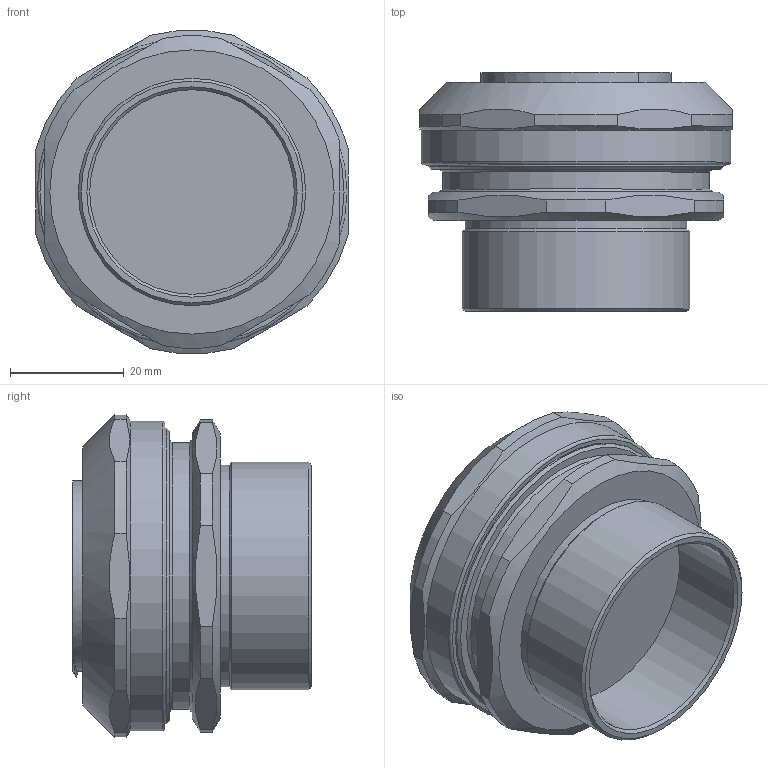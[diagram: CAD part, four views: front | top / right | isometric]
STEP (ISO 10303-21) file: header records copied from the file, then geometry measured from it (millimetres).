
FILE_DESCRIPTION(/* description */ ('','CAx-IF Rec.Pracs.---Representation and Presentation of Product Manufacturing Information (PMI)---4.0---2014-10-13'),/* implementation_level */ '2;1');
FILE_NAME(/* name */ 'ЗЭТАРУС МВН-М40-МР35.stp',/* time_stamp */ '2022-08-22T11:05:26+07:00',/* author */ ('zeta-09'),/* organization */ (''),/* preprocessor_version */ 'ST-DEVELOPER v18.1',/* originating_system */ 'Autodesk Inventor 2021',/* authorisation */ '');
FILE_SCHEMA (('AP242_MANAGED_MODEL_BASED_3D_ENGINEERING_MIM_LF { 1 0 10303 442 1 1 4 }'));
Length unit declared in the file: millimetre
Products named in the file (1): Деталь44
Bounding box: 55 x 42.03 x 56.79 mm (x, y, z)
Volume: 57066.8 mm3; surface area: 16042 mm2
Topology: 1 solids, 3 shells, 62 faces, 145 edges, 95 vertices
Faces by surface type: plane 24, cylinder 23, cone 11, bspline 2, torus 2
Full cylindrical faces by diameter (mm): 31.9 x1, 36 x1, 39 x1, 40 x1, 43 x1, 47 x1, 52 x1, 54.5 x1
Entity records: 2214 total; most frequent: CARTESIAN_POINT 627, DIRECTION 327, ORIENTED_EDGE 288, EDGE_CURVE 145, AXIS2_PLACEMENT_3D 142, VERTEX_POINT 95, EDGE_LOOP 70, CIRCLE 68
